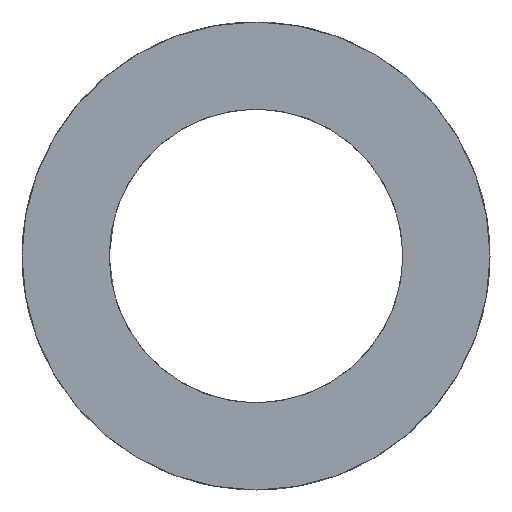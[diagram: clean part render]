
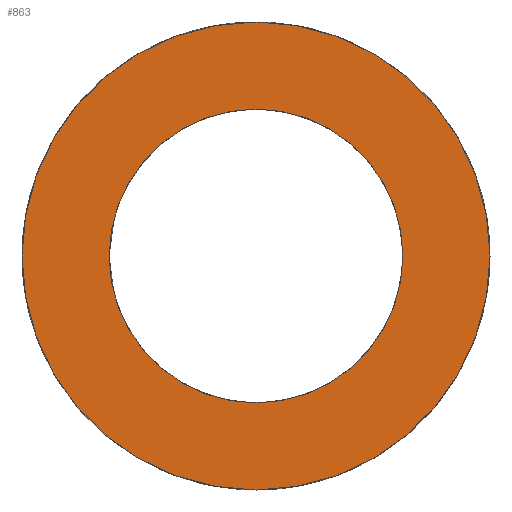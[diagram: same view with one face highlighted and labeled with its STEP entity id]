
A CAD part, front view. The second image highlights one B-rep face of the part: STEP entity #863.
In plain terms, the highlighted planar face has unit normal (0, -1, 0).
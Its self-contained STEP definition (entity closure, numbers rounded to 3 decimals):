
#26=PLANE('',#948);
#66=FACE_BOUND('',#159,.T.);
#105=FACE_OUTER_BOUND('',#158,.T.);
#158=EDGE_LOOP('',(#727));
#159=EDGE_LOOP('',(#728));
#281=CIRCLE('',#905,20.);
#313=CIRCLE('',#949,12.55);
#334=VERTEX_POINT('',#1153);
#413=VERTEX_POINT('',#1949);
#427=EDGE_CURVE('',#334,#334,#281,.T.);
#536=EDGE_CURVE('',#413,#413,#313,.T.);
#727=ORIENTED_EDGE('',*,*,#427,.F.);
#728=ORIENTED_EDGE('',*,*,#536,.F.);
#863=ADVANCED_FACE('',(#105,#66),#26,.F.);
#905=AXIS2_PLACEMENT_3D('',#1155,#987,#988);
#948=AXIS2_PLACEMENT_3D('',#1948,#1073,#1074);
#949=AXIS2_PLACEMENT_3D('',#1950,#1075,#1076);
#987=DIRECTION('center_axis',(0.,1.,0.));
#988=DIRECTION('ref_axis',(-1.,0.,0.));
#1073=DIRECTION('center_axis',(0.,1.,0.));
#1074=DIRECTION('ref_axis',(0.,0.,1.));
#1075=DIRECTION('center_axis',(0.,-1.,0.));
#1076=DIRECTION('ref_axis',(1.,0.,0.));
#1153=CARTESIAN_POINT('',(20.,0.,0.));
#1155=CARTESIAN_POINT('Origin',(0.,0.,0.));
#1948=CARTESIAN_POINT('Origin',(0.,0.,0.));
#1949=CARTESIAN_POINT('',(-12.55,0.,0.));
#1950=CARTESIAN_POINT('Origin',(0.,0.,0.));
